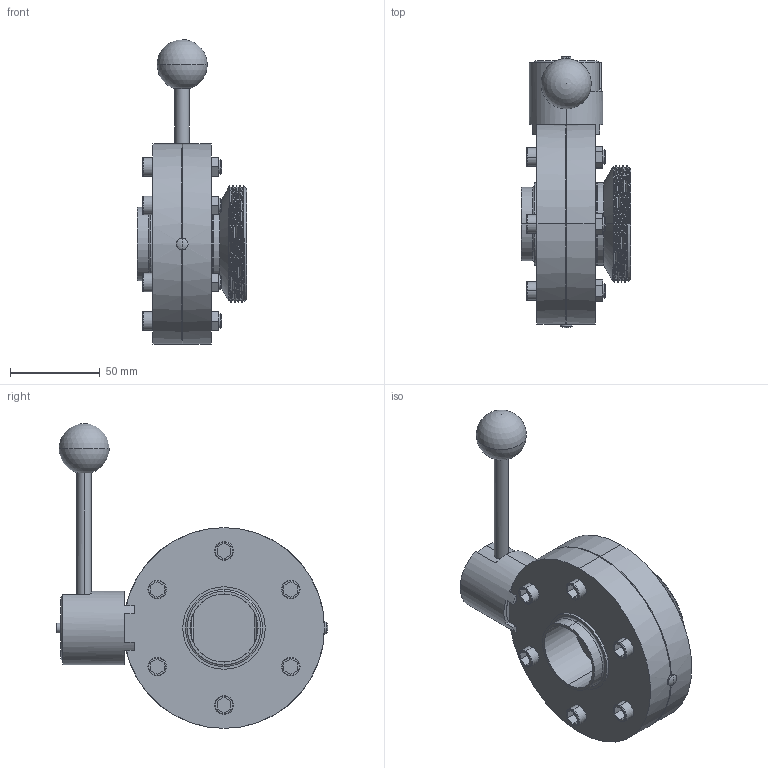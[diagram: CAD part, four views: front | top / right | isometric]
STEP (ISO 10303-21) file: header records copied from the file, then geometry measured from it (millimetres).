
FILE_DESCRIPTION (( 'STEP AP203' ), '1' );
FILE_NAME ('3D-M4302_DN40_174451280_174451315.STEP', '2024-09-18T10:59:56', ( '' ), ( '' ), 'SwSTEP 2.0', 'SolidWorks 2024', '' );
FILE_SCHEMA (( 'CONFIG_CONTROL_DESIGN' ));
Length unit declared in the file: millimetre
Products named in the file (1): 3D-M4302_DN40_174451280_174451315
Bounding box: 61 x 151.3 x 170 mm (x, y, z)
Volume: 376868.4 mm3; surface area: 73946.4 mm2
Topology: 5 solids, 5 shells, 290 faces, 701 edges, 448 vertices
Faces by surface type: plane 150, cylinder 86, cone 27, torus 20, sphere 4, bspline 3
Entity records: 10137 total; most frequent: CARTESIAN_POINT 3266, DIRECTION 1432, ORIENTED_EDGE 1384, EDGE_CURVE 692, AXIS2_PLACEMENT_3D 519, VERTEX_POINT 445, VECTOR 394, LINE 394
